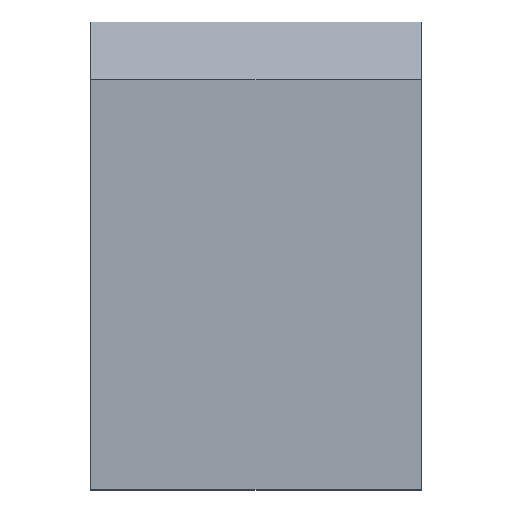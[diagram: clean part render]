
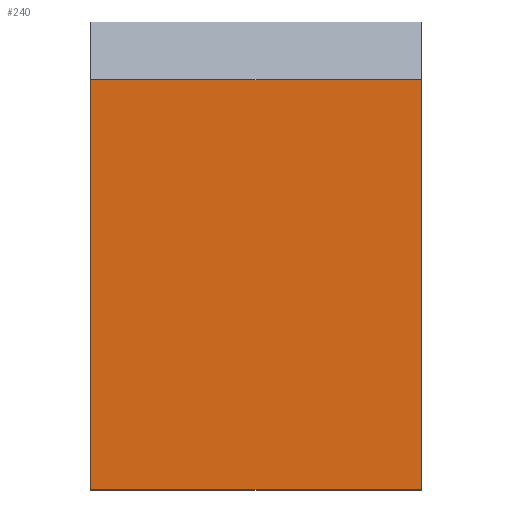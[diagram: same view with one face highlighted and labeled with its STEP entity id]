
A CAD part, top view. The second image highlights one B-rep face of the part: STEP entity #240.
In plain terms, the highlighted planar face has unit normal (0, 0, 1).
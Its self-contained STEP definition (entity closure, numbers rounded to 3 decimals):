
#9 = CARTESIAN_POINT ( 'NONE',  ( 3.35, -4.75, 1.23 ) ) ;
#18 = CARTESIAN_POINT ( 'NONE',  ( -3.35, 3.572, 1.23 ) ) ;
#19 = CARTESIAN_POINT ( 'NONE',  ( 0., 0., 1.23 ) ) ;
#24 = VERTEX_POINT ( 'NONE', #235 ) ;
#32 = DIRECTION ( 'NONE',  ( 1., 0., 0. ) ) ;
#38 = VECTOR ( 'NONE', #171, 1000. ) ;
#41 = PLANE ( 'NONE',  #108 ) ;
#52 = VECTOR ( 'NONE', #244, 1000. ) ;
#60 = CARTESIAN_POINT ( 'NONE',  ( 3.35, 3.572, 1.23 ) ) ;
#62 = CARTESIAN_POINT ( 'NONE',  ( -3.35, -4.75, 1.23 ) ) ;
#63 = FACE_OUTER_BOUND ( 'NONE', #164, .T. ) ;
#74 = EDGE_CURVE ( 'NONE', #24, #97, #247, .T. ) ;
#90 = EDGE_CURVE ( 'NONE', #97, #92, #294, .T. ) ;
#92 = VERTEX_POINT ( 'NONE', #202 ) ;
#97 = VERTEX_POINT ( 'NONE', #220 ) ;
#108 = AXIS2_PLACEMENT_3D ( 'NONE', #19, #129, #207 ) ;
#119 = LINE ( 'NONE', #9, #38 ) ;
#120 = EDGE_CURVE ( 'NONE', #92, #170, #119, .T. ) ;
#127 = VECTOR ( 'NONE', #32, 1000. ) ;
#129 = DIRECTION ( 'NONE',  ( 0., 0., 1. ) ) ;
#155 = LINE ( 'NONE', #18, #280 ) ;
#164 = EDGE_LOOP ( 'NONE', ( #275, #237, #215, #218 ) ) ;
#170 = VERTEX_POINT ( 'NONE', #60 ) ;
#171 = DIRECTION ( 'NONE',  ( 0., 1., 0. ) ) ;
#202 = CARTESIAN_POINT ( 'NONE',  ( 3.35, -4.75, 1.23 ) ) ;
#205 = DIRECTION ( 'NONE',  ( -1., 0., 0. ) ) ;
#207 = DIRECTION ( 'NONE',  ( 1., 0., 0. ) ) ;
#215 = ORIENTED_EDGE ( 'NONE', *, *, #74, .T. ) ;
#218 = ORIENTED_EDGE ( 'NONE', *, *, #90, .T. ) ;
#220 = CARTESIAN_POINT ( 'NONE',  ( -3.35, -4.75, 1.23 ) ) ;
#235 = CARTESIAN_POINT ( 'NONE',  ( -3.35, 3.572, 1.23 ) ) ;
#237 = ORIENTED_EDGE ( 'NONE', *, *, #270, .T. ) ;
#240 = ADVANCED_FACE ( 'NONE', ( #63 ), #41, .T. ) ;
#242 = CARTESIAN_POINT ( 'NONE',  ( 3.35, -4.75, 1.23 ) ) ;
#244 = DIRECTION ( 'NONE',  ( 0., -1., 0. ) ) ;
#247 = LINE ( 'NONE', #62, #52 ) ;
#270 = EDGE_CURVE ( 'NONE', #170, #24, #155, .T. ) ;
#275 = ORIENTED_EDGE ( 'NONE', *, *, #120, .T. ) ;
#280 = VECTOR ( 'NONE', #205, 1000. ) ;
#294 = LINE ( 'NONE', #242, #127 ) ;
